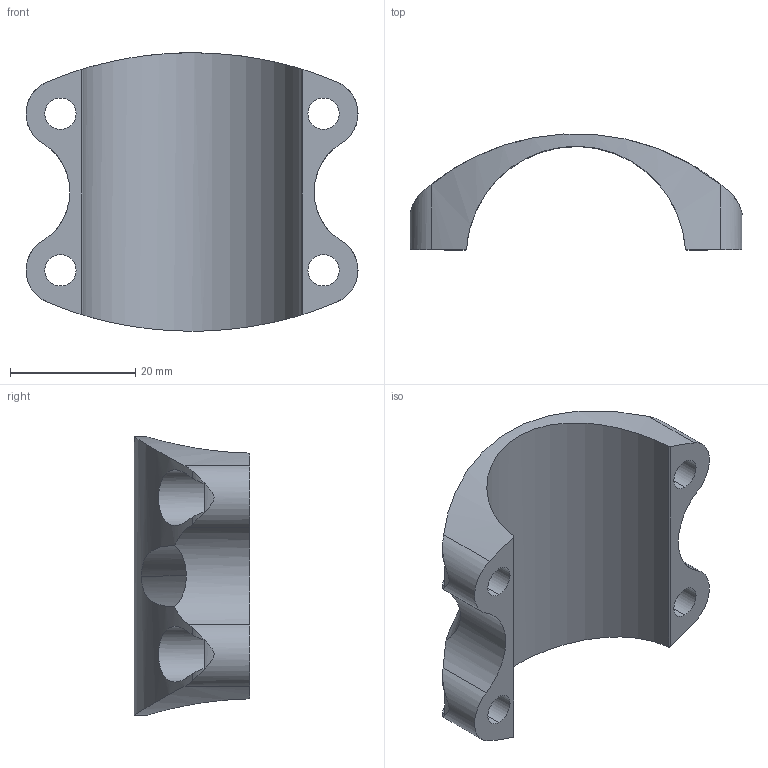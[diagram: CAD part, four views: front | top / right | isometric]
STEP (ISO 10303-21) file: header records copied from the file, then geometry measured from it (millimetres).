
FILE_DESCRIPTION (( 'STEP AP214' ), '1' );
FILE_NAME ('SP4005VERSION3.STEP', '2022-08-15T22:06:27', ( '' ), ( '' ), 'SwSTEP 2.0', 'SolidWorks 2022', '' );
FILE_SCHEMA (( 'AUTOMOTIVE_DESIGN' ));
Length unit declared in the file: inch
Products named in the file (1): SP4005VERSION3
Bounding box: 53 x 18.5 x 44.45 mm (x, y, z)
Volume: 9645.8 mm3; surface area: 6908.5 mm2
Topology: 1 solids, 1 shells, 54 faces, 156 edges, 104 vertices
Faces by surface type: cylinder 40, plane 14
Entity records: 2411 total; most frequent: CARTESIAN_POINT 1028, ORIENTED_EDGE 312, DIRECTION 244, EDGE_CURVE 156, VERTEX_POINT 104, AXIS2_PLACEMENT_3D 93, EDGE_LOOP 62, VECTOR 58
